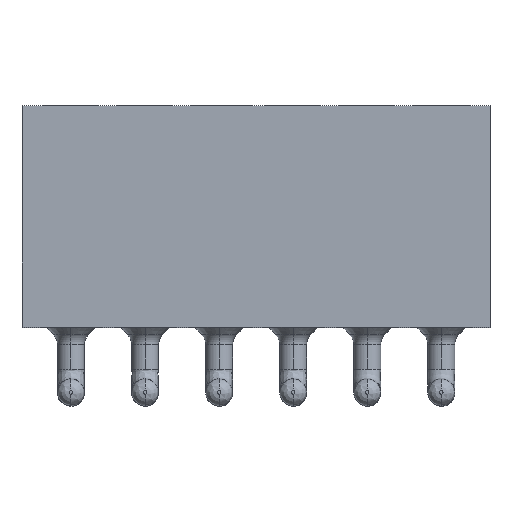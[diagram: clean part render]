
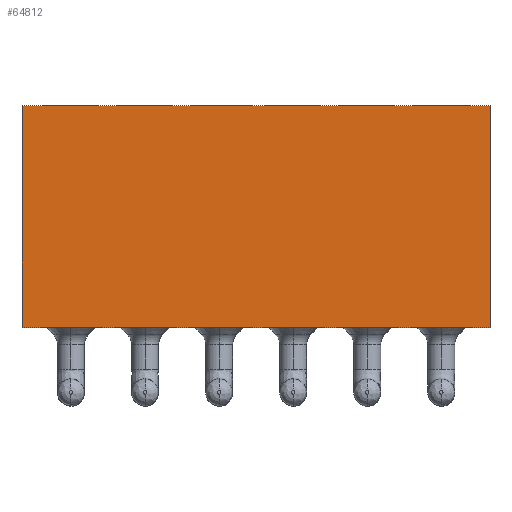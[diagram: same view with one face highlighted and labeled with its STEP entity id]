
A CAD part, top view. The second image highlights one B-rep face of the part: STEP entity #64812.
In plain terms, the highlighted planar face has unit normal (0, 0, 1).
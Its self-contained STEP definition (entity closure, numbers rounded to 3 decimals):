
#63753=CARTESIAN_POINT('',(0.,3.8,1.27));
#63754=VERTEX_POINT('',#63753);
#63755=CARTESIAN_POINT('',(8.025,3.8,1.27));
#63756=VERTEX_POINT('',#63755);
#63757=CARTESIAN_POINT('',(0.,3.8,1.27));
#63758=DIRECTION('',(1.,0.,0.));
#63759=VECTOR('',#63758,8.025);
#63760=LINE('',#63757,#63759);
#63761=EDGE_CURVE('',#63754,#63756,#63760,.T.);
#64291=CARTESIAN_POINT('',(0.,0.,1.27));
#64292=VERTEX_POINT('',#64291);
#64293=CARTESIAN_POINT('',(0.,0.,1.27));
#64294=CARTESIAN_POINT('',(0.,0.76,1.27));
#64295=CARTESIAN_POINT('',(0.,1.52,1.27));
#64296=CARTESIAN_POINT('',(0.,2.28,1.27));
#64297=CARTESIAN_POINT('',(0.,3.04,1.27));
#64298=CARTESIAN_POINT('',(0.,3.8,1.27));
#64299=B_SPLINE_CURVE_WITH_KNOTS('',5,(#64293,#64294,#64295,#64296,#64297,#64298),.UNSPECIFIED.,.F.,.U.,(6,6),(0.,3.8),.UNSPECIFIED.);
#64300=EDGE_CURVE('',#64292,#63754,#64299,.T.);
#64321=CARTESIAN_POINT('',(8.025,0.,1.27));
#64322=VERTEX_POINT('',#64321);
#64323=CARTESIAN_POINT('',(8.025,3.8,1.27));
#64324=DIRECTION('',(0.,-1.,0.));
#64325=VECTOR('',#64324,3.8);
#64326=LINE('',#64323,#64325);
#64327=EDGE_CURVE('',#63756,#64322,#64326,.T.);
#64348=CARTESIAN_POINT('',(8.025,0.,1.27));
#64349=DIRECTION('',(-1.,0.,0.));
#64350=VECTOR('',#64349,8.025);
#64351=LINE('',#64348,#64350);
#64352=EDGE_CURVE('',#64322,#64292,#64351,.T.);
#64801=CARTESIAN_POINT('',(12.905,1.9,1.27));
#64802=DIRECTION('',(1.,0.,0.));
#64803=DIRECTION('',(0.,0.,1.));
#64804=AXIS2_PLACEMENT_3D('',#64801,#64803,#64802);
#64805=PLANE('',#64804);
#64806=ORIENTED_EDGE('',*,*,#64300,.F.);
#64807=ORIENTED_EDGE('',*,*,#64352,.F.);
#64808=ORIENTED_EDGE('',*,*,#64327,.F.);
#64809=ORIENTED_EDGE('',*,*,#63761,.F.);
#64810=EDGE_LOOP('',(#64806,#64807,#64808,#64809));
#64811=FACE_OUTER_BOUND('',#64810,.T.);
#64812=ADVANCED_FACE('',(#64811),#64805,.T.);
